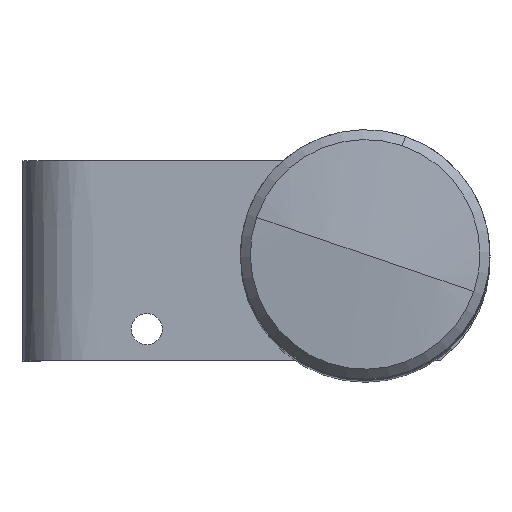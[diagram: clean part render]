
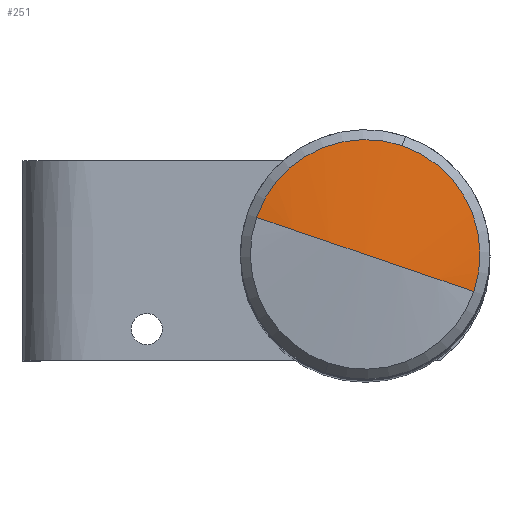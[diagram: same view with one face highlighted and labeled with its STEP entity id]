
A CAD part, top view. The second image highlights one B-rep face of the part: STEP entity #251.
In plain terms, the highlighted spherical face has radius 100.942 mm.
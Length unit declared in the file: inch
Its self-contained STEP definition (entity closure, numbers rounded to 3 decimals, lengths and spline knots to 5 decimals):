
#251 = ADVANCED_FACE ( 'NONE', ( #9535 ), #2969, .T. ) ;
#280 = DIRECTION ( 'NONE',  ( 0.947, -0.323, 0. ) ) ;
#410 = EDGE_CURVE ( 'NONE', #5886, #2082, #6797, .T. ) ;
#417 = ORIENTED_EDGE ( 'NONE', *, *, #1499, .F. ) ;
#432 = AXIS2_PLACEMENT_3D ( 'NONE', #7405, #2941, #4470 ) ;
#606 = CARTESIAN_POINT ( 'NONE',  ( 2.85103, -0.23369, 23.63342 ) ) ;
#761 = CARTESIAN_POINT ( 'NONE',  ( 2.16535, 0., 23.7 ) ) ;
#1019 = CARTESIAN_POINT ( 'NONE',  ( 2.16535, 0., 19.72592 ) ) ;
#1045 = ORIENTED_EDGE ( 'NONE', *, *, #5041, .F. ) ;
#1499 = EDGE_CURVE ( 'NONE', #1826, #9202, #6647, .T. ) ;
#1826 = VERTEX_POINT ( 'NONE', #9459 ) ;
#1896 = DIRECTION ( 'NONE',  ( 0.323, 0.947, 0. ) ) ;
#2024 = CARTESIAN_POINT ( 'NONE',  ( 2.16535, 0., 23.63342 ) ) ;
#2082 = VERTEX_POINT ( 'NONE', #761 ) ;
#2374 = CIRCLE ( 'NONE', #432, 0.72441 ) ;
#2557 = DIRECTION ( 'NONE',  ( -0.947, 0.323, 0. ) ) ;
#2941 = DIRECTION ( 'NONE',  ( 0., 0., -1. ) ) ;
#2969 = SPHERICAL_SURFACE ( 'NONE', #3521, 3.97408 ) ;
#3402 = DIRECTION ( 'NONE',  ( 0.323, 0.947, 0. ) ) ;
#3451 = DIRECTION ( 'NONE',  ( 0., 0., -1. ) ) ;
#3521 = AXIS2_PLACEMENT_3D ( 'NONE', #7283, #8720, #4256 ) ;
#3573 = AXIS2_PLACEMENT_3D ( 'NONE', #2024, #3451, #1896 ) ;
#3720 = CARTESIAN_POINT ( 'NONE',  ( 2.16535, 0., 19.72592 ) ) ;
#4256 = DIRECTION ( 'NONE',  ( 0.947, -0.323, 0. ) ) ;
#4470 = DIRECTION ( 'NONE',  ( 0.323, 0.947, 0. ) ) ;
#4555 = CIRCLE ( 'NONE', #6135, 3.97408 ) ;
#5041 = EDGE_CURVE ( 'NONE', #5886, #1826, #2374, .T. ) ;
#5402 = ORIENTED_EDGE ( 'NONE', *, *, #410, .T. ) ;
#5856 = EDGE_CURVE ( 'NONE', #9202, #2082, #4555, .T. ) ;
#5886 = VERTEX_POINT ( 'NONE', #6880 ) ;
#6135 = AXIS2_PLACEMENT_3D ( 'NONE', #1019, #6979, #280 ) ;
#6647 = CIRCLE ( 'NONE', #3573, 0.72441 ) ;
#6797 = CIRCLE ( 'NONE', #8887, 3.97408 ) ;
#6880 = CARTESIAN_POINT ( 'NONE',  ( 1.47967, 0.23369, 23.63342 ) ) ;
#6979 = DIRECTION ( 'NONE',  ( -0.323, -0.947, 0. ) ) ;
#7283 = CARTESIAN_POINT ( 'NONE',  ( 2.16535, 0., 19.72592 ) ) ;
#7405 = CARTESIAN_POINT ( 'NONE',  ( 2.16535, 0., 23.63342 ) ) ;
#7657 = ORIENTED_EDGE ( 'NONE', *, *, #5856, .F. ) ;
#8515 = EDGE_LOOP ( 'NONE', ( #1045, #5402, #7657, #417 ) ) ;
#8720 = DIRECTION ( 'NONE',  ( 0.323, 0.947, 0. ) ) ;
#8887 = AXIS2_PLACEMENT_3D ( 'NONE', #3720, #3402, #2557 ) ;
#9202 = VERTEX_POINT ( 'NONE', #606 ) ;
#9459 = CARTESIAN_POINT ( 'NONE',  ( 2.39905, 0.68568, 23.63342 ) ) ;
#9535 = FACE_OUTER_BOUND ( 'NONE', #8515, .T. ) ;
